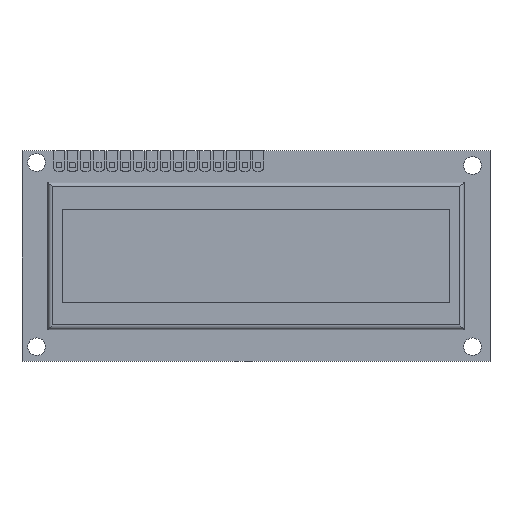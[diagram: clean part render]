
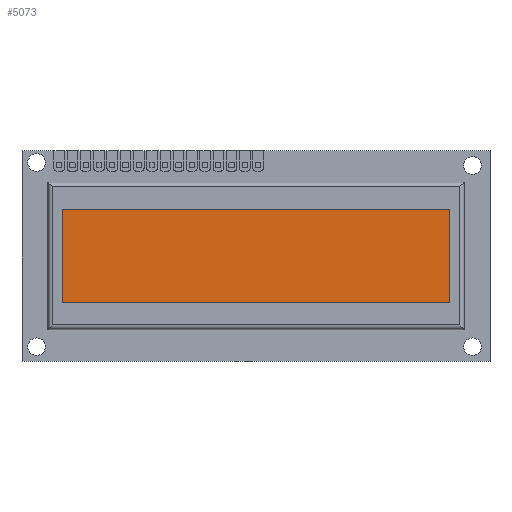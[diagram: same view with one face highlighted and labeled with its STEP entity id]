
A CAD part, top view. The second image highlights one B-rep face of the part: STEP entity #5073.
In plain terms, the highlighted planar face has unit normal (0, 0, 1).
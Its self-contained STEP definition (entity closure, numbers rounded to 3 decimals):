
#117=PLANE('',#5451);
#339=FACE_OUTER_BOUND('',#667,.T.);
#667=EDGE_LOOP('',(#3589,#3590,#3591,#3592));
#1003=LINE('',#7639,#1539);
#1006=LINE('',#7645,#1542);
#1009=LINE('',#7651,#1545);
#1012=LINE('',#7655,#1548);
#1539=VECTOR('',#6055,10.);
#1542=VECTOR('',#6060,10.);
#1545=VECTOR('',#6065,10.);
#1548=VECTOR('',#6070,10.);
#2267=VERTEX_POINT('',#7636);
#2268=VERTEX_POINT('',#7638);
#2270=VERTEX_POINT('',#7644);
#2272=VERTEX_POINT('',#7650);
#2779=EDGE_CURVE('',#2268,#2267,#1003,.T.);
#2782=EDGE_CURVE('',#2270,#2268,#1006,.T.);
#2785=EDGE_CURVE('',#2272,#2270,#1009,.T.);
#2788=EDGE_CURVE('',#2267,#2272,#1012,.T.);
#3589=ORIENTED_EDGE('',*,*,#2788,.T.);
#3590=ORIENTED_EDGE('',*,*,#2785,.T.);
#3591=ORIENTED_EDGE('',*,*,#2782,.T.);
#3592=ORIENTED_EDGE('',*,*,#2779,.T.);
#5073=ADVANCED_FACE('',(#339),#117,.T.);
#5451=AXIS2_PLACEMENT_3D('',#7656,#6071,#6072);
#6055=DIRECTION('',(0.,1.,0.));
#6060=DIRECTION('',(1.,0.,0.));
#6065=DIRECTION('',(0.,-1.,0.));
#6070=DIRECTION('',(-1.,0.,0.));
#6071=DIRECTION('center_axis',(0.,0.,1.));
#6072=DIRECTION('ref_axis',(1.,0.,0.));
#7636=CARTESIAN_POINT('',(33.,8.,3.));
#7638=CARTESIAN_POINT('',(33.,-8.,3.));
#7639=CARTESIAN_POINT('',(33.,8.,3.));
#7644=CARTESIAN_POINT('',(-33.,-8.,3.));
#7645=CARTESIAN_POINT('',(33.,-8.,3.));
#7650=CARTESIAN_POINT('',(-33.,8.,3.));
#7651=CARTESIAN_POINT('',(-33.,-8.,3.));
#7655=CARTESIAN_POINT('',(-33.,8.,3.));
#7656=CARTESIAN_POINT('Origin',(0.,0.,3.));
